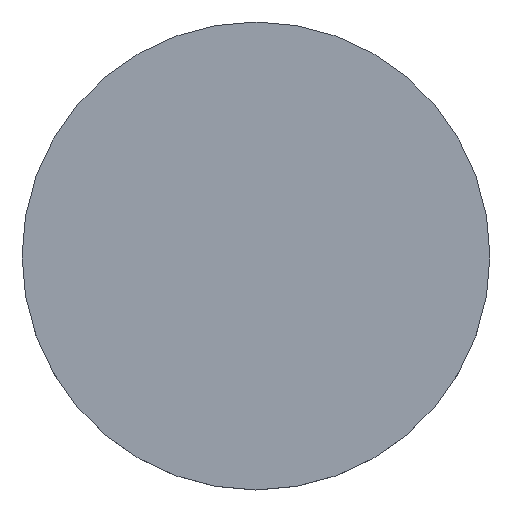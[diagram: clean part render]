
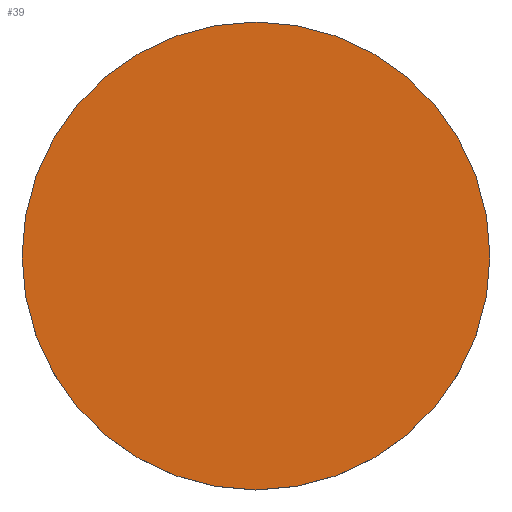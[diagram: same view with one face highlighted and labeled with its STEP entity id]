
A CAD part, top view. The second image highlights one B-rep face of the part: STEP entity #39.
In plain terms, the highlighted planar face has unit normal (0, 0, 1).
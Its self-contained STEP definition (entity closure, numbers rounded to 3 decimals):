
#2 = AXIS2_PLACEMENT_3D ( 'NONE', #113, #97, #161 ) ;
#7 = CARTESIAN_POINT ( 'NONE',  ( 0., 0., 6. ) ) ;
#30 = EDGE_LOOP ( 'NONE', ( #156, #53 ) ) ;
#37 = VERTEX_POINT ( 'NONE', #160 ) ;
#39 = ADVANCED_FACE ( 'NONE', ( #217 ), #81, .T. ) ;
#41 = CIRCLE ( 'NONE', #148, 25.4 ) ;
#42 = EDGE_CURVE ( 'NONE', #37, #133, #119, .T. ) ;
#46 = DIRECTION ( 'NONE',  ( 1., 0., 0. ) ) ;
#53 = ORIENTED_EDGE ( 'NONE', *, *, #126, .F. ) ;
#59 = DIRECTION ( 'NONE',  ( 0., 0., -1. ) ) ;
#61 = CARTESIAN_POINT ( 'NONE',  ( 0., 0., 6. ) ) ;
#67 = AXIS2_PLACEMENT_3D ( 'NONE', #7, #59, #46 ) ;
#78 = DIRECTION ( 'NONE',  ( 0., 0., -1. ) ) ;
#81 = PLANE ( 'NONE',  #2 ) ;
#97 = DIRECTION ( 'NONE',  ( 0., 0., 1. ) ) ;
#110 = CARTESIAN_POINT ( 'NONE',  ( -25.4, 0., 6. ) ) ;
#113 = CARTESIAN_POINT ( 'NONE',  ( 0., 52.02, 6. ) ) ;
#119 = CIRCLE ( 'NONE', #67, 25.4 ) ;
#126 = EDGE_CURVE ( 'NONE', #133, #37, #41, .T. ) ;
#133 = VERTEX_POINT ( 'NONE', #110 ) ;
#148 = AXIS2_PLACEMENT_3D ( 'NONE', #61, #78, #218 ) ;
#156 = ORIENTED_EDGE ( 'NONE', *, *, #42, .F. ) ;
#160 = CARTESIAN_POINT ( 'NONE',  ( 25.4, 0., 6. ) ) ;
#161 = DIRECTION ( 'NONE',  ( 1., 0., 0. ) ) ;
#217 = FACE_OUTER_BOUND ( 'NONE', #30, .T. ) ;
#218 = DIRECTION ( 'NONE',  ( 1., 0., 0. ) ) ;
